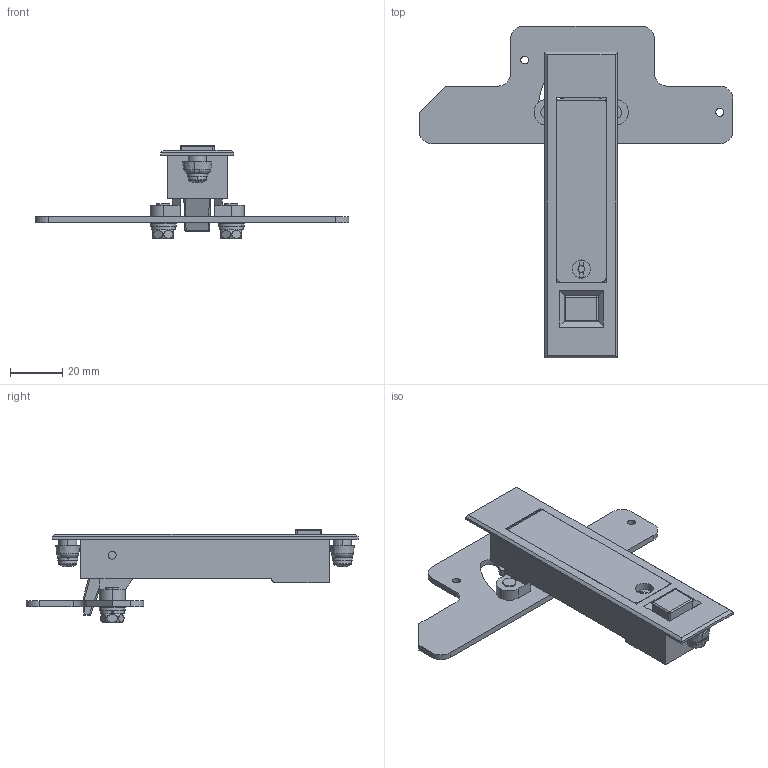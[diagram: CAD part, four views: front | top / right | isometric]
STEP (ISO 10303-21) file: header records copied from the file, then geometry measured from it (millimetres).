
FILE_DESCRIPTION (( 'STEP AP203' ), '1' );
FILE_NAME ('A-180-2.STEP', '2017-08-02T05:07:48', ( '' ), ( '' ), 'SwSTEP 2.0', 'SolidWorks 2014', '' );
FILE_SCHEMA (( 'CONFIG_CONTROL_DESIGN' ));
Length unit declared in the file: millimetre
Products named in the file (14): A-180-2ハンドル_; スプリングワッシャーM5_JIS B 1251 No.2 5; A-180-2カラー_; スプリングワッシャーM4_JIS B 1251 No.2 5; A-180-2; 廫帤寠晅偒榋妏儃儖僩M5_M5亊10; A-180-2特殊座金_; A-180-2シャフト_; A-180-3押しボタン_; 廫帤寠晅側傋彫偹偠M4_M4亊6; 十字穴付なべねじ小M4（平W・SW付）_M4×8; A-180-2蓋_; A-180-2本体_; A-180-2止め金_
Assembly tree (18 placements, depth 3):
  A-180-2
    A-180-2本体_
    A-180-2ハンドル_
    A-180-2シャフト_
    A-180-2蓋_
    A-180-2カラー_  x2
    A-180-2特殊座金_  x2
    A-180-2止め金_
    A-180-3押しボタン_
    スプリングワッシャーM5_JIS B 1251 No.2 5  x2
    廫帤寠晅偒榋妏儃儖僩M5_M5亊10  x2
    十字穴付なべねじ小M4（平W・SW付）_M4×8  x2
      スプリングワッシャーM4_JIS B 1251 No.2 5
      廫帤寠晅側傋彫偹偠M4_M4亊6
Bounding box: 120 x 127 x 35.9 mm (x, y, z)
Volume: 35394.6 mm3; surface area: 32713.2 mm2
Topology: 18 solids, 18 shells, 501 faces, 1237 edges, 778 vertices
Faces by surface type: plane 267, cylinder 156, bspline 38, sphere 28, torus 8, cone 4
Entity records: 15829 total; most frequent: CARTESIAN_POINT 4576, ORIENTED_EDGE 2010, DIRECTION 1997, EDGE_CURVE 1005, AXIS2_PLACEMENT_3D 691, VERTEX_POINT 636, LINE 615, VECTOR 615
